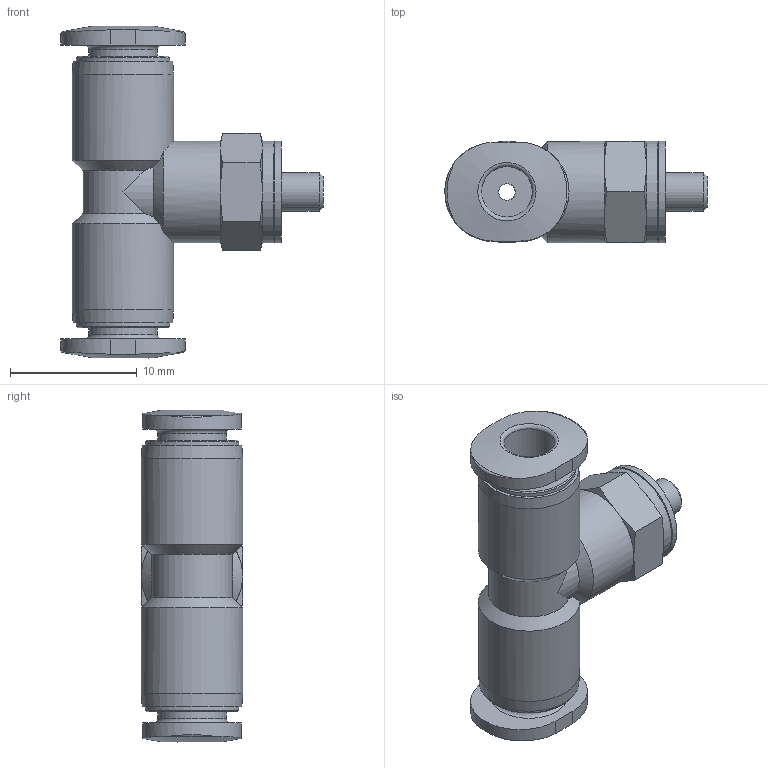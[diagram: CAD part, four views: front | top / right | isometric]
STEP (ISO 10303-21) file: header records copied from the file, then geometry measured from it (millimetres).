
FILE_DESCRIPTION(/* description */ ('STEP AP214'),/* implementation_level */ '2;1');
FILE_NAME(/* name */ '153353_QSMT-M3-4',/* time_stamp */ '2024-09-14T14:14:55+02:00',/* author */ ('License CC BY-ND 4.0'),/* organization */ ('CADENAS'),/* preprocessor_version */ 'ST-DEVELOPER v19.3',/* originating_system */ 'PARTsolutions',/* authorisation */ ' ');
FILE_SCHEMA (('AUTOMOTIVE_DESIGN {1 0 10303 214 3 1 1}'));
Length unit declared in the file: millimetre
Products named in the file (1): 153353 QSMT-M3-4
Bounding box: 20.7 x 8 x 26.2 mm (x, y, z)
Volume: 1401.3 mm3; surface area: 1529.3 mm2
Topology: 1 solids, 1 shells, 75 faces, 177 edges, 112 vertices
Faces by surface type: cone 25, cylinder 21, plane 21, torus 8
Full cylindrical faces by diameter (mm): 1.3 x2, 3 x1, 4 x2, 5.4 x2, 7.4 x2, 8 x5
Entity records: 2573 total; most frequent: CARTESIAN_POINT 492, DIRECTION 308, ORIENTED_EDGE 286, AXIS2_PLACEMENT_3D 145, EDGE_CURVE 143, EDGE_LOOP 114, FACE_BOUND 114, VERTEX_POINT 105
